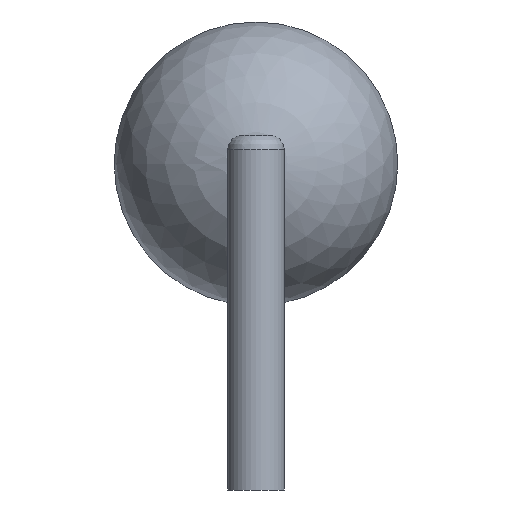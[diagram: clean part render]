
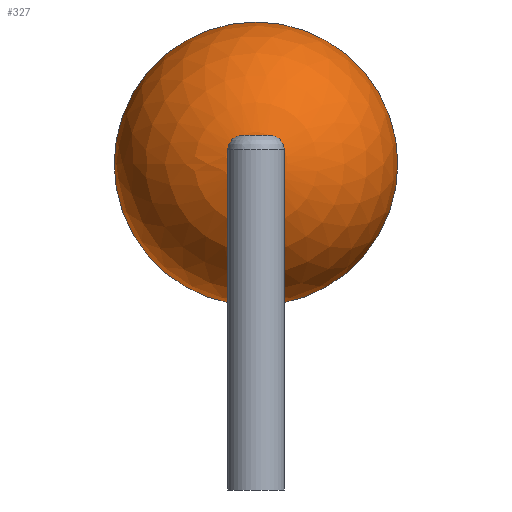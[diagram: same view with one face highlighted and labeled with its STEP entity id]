
A CAD part, left-side view. The second image highlights one B-rep face of the part: STEP entity #327.
In plain terms, the highlighted spherical face has radius 1 mm.
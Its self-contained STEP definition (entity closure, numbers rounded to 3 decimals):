
#73=FACE_OUTER_BOUND('',#97,.T.);
#97=EDGE_LOOP('',(#235,#236,#237,#238));
#122=CIRCLE('',#371,1.);
#123=CIRCLE('',#372,1.);
#124=CIRCLE('',#374,1.);
#148=VERTEX_POINT('',#547);
#149=VERTEX_POINT('',#549);
#150=VERTEX_POINT('',#553);
#181=EDGE_CURVE('',#149,#148,#122,.T.);
#182=EDGE_CURVE('',#148,#149,#123,.T.);
#183=EDGE_CURVE('',#150,#149,#124,.T.);
#235=ORIENTED_EDGE('',*,*,#182,.T.);
#236=ORIENTED_EDGE('',*,*,#183,.F.);
#237=ORIENTED_EDGE('',*,*,#183,.T.);
#238=ORIENTED_EDGE('',*,*,#181,.T.);
#322=SPHERICAL_SURFACE('',#373,1.);
#327=ADVANCED_FACE('',(#73),#322,.T.);
#371=AXIS2_PLACEMENT_3D('',#550,#433,#434);
#372=AXIS2_PLACEMENT_3D('',#551,#435,#436);
#373=AXIS2_PLACEMENT_3D('',#552,#437,#438);
#374=AXIS2_PLACEMENT_3D('',#554,#439,#440);
#433=DIRECTION('center_axis',(-1.,0.,0.));
#434=DIRECTION('ref_axis',(0.,1.,0.));
#435=DIRECTION('center_axis',(-1.,0.,0.));
#436=DIRECTION('ref_axis',(0.,1.,0.));
#437=DIRECTION('center_axis',(-1.,0.,0.));
#438=DIRECTION('ref_axis',(0.,-1.,0.));
#439=DIRECTION('center_axis',(0.,0.,-1.));
#440=DIRECTION('ref_axis',(0.,1.,0.));
#547=CARTESIAN_POINT('',(1.,-1.,1.2));
#549=CARTESIAN_POINT('',(1.,1.,1.2));
#550=CARTESIAN_POINT('Origin',(1.,0.,1.2));
#551=CARTESIAN_POINT('Origin',(1.,0.,1.2));
#552=CARTESIAN_POINT('Origin',(1.,0.,1.2));
#553=CARTESIAN_POINT('',(0.,0.,1.2));
#554=CARTESIAN_POINT('Origin',(1.,0.,1.2));
